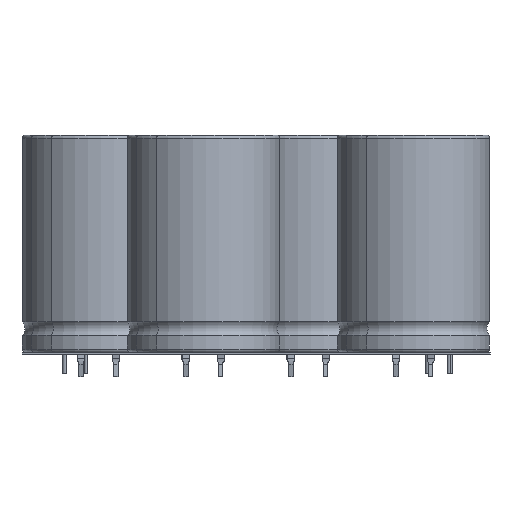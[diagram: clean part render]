
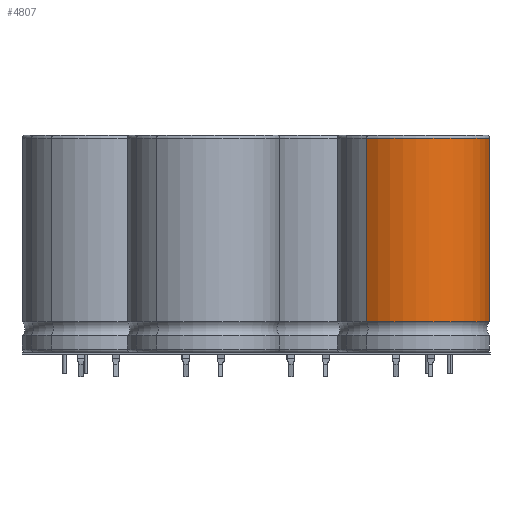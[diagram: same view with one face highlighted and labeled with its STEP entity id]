
A CAD part, left-side view. The second image highlights one B-rep face of the part: STEP entity #4807.
In plain terms, the highlighted cylindrical face has radius 17.78 mm (diameter 35.56 mm), a partial arc.
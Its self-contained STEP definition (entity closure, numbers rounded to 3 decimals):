
#4462 = VERTEX_POINT('',#4463);
#4463 = CARTESIAN_POINT('',(10.946,14.011,50.038));
#4576 = EDGE_CURVE('',#4577,#4462,#4579,.T.);
#4577 = VERTEX_POINT('',#4578);
#4578 = CARTESIAN_POINT('',(17.78,0.,50.038));
#4579 = CIRCLE('',#4580,17.78);
#4580 = AXIS2_PLACEMENT_3D('',#4581,#4582,#4583);
#4581 = CARTESIAN_POINT('',(0.,0.,50.038));
#4582 = DIRECTION('',(0.,0.,-1.));
#4583 = DIRECTION('',(1.,0.,0.));
#4807 = ADVANCED_FACE('',(#4808),#4834,.T.);
#4808 = FACE_BOUND('',#4809,.T.);
#4809 = EDGE_LOOP('',(#4810,#4818,#4819,#4827));
#4810 = ORIENTED_EDGE('',*,*,#4811,.F.);
#4811 = EDGE_CURVE('',#4577,#4812,#4814,.T.);
#4812 = VERTEX_POINT('',#4813);
#4813 = CARTESIAN_POINT('',(17.78,0.,7.168));
#4814 = LINE('',#4815,#4816);
#4815 = CARTESIAN_POINT('',(17.78,0.,50.038));
#4816 = VECTOR('',#4817,1.);
#4817 = DIRECTION('',(0.,0.,-1.));
#4818 = ORIENTED_EDGE('',*,*,#4576,.T.);
#4819 = ORIENTED_EDGE('',*,*,#4820,.T.);
#4820 = EDGE_CURVE('',#4462,#4821,#4823,.T.);
#4821 = VERTEX_POINT('',#4822);
#4822 = CARTESIAN_POINT('',(10.946,14.011,
    7.168));
#4823 = LINE('',#4824,#4825);
#4824 = CARTESIAN_POINT('',(10.946,14.011,50.038));
#4825 = VECTOR('',#4826,1.);
#4826 = DIRECTION('',(0.,0.,-1.));
#4827 = ORIENTED_EDGE('',*,*,#4828,.F.);
#4828 = EDGE_CURVE('',#4812,#4821,#4829,.T.);
#4829 = CIRCLE('',#4830,17.78);
#4830 = AXIS2_PLACEMENT_3D('',#4831,#4832,#4833);
#4831 = CARTESIAN_POINT('',(0.,0.,7.168));
#4832 = DIRECTION('',(0.,0.,-1.));
#4833 = DIRECTION('',(1.,0.,0.));
#4834 = CYLINDRICAL_SURFACE('',#4835,17.78);
#4835 = AXIS2_PLACEMENT_3D('',#4836,#4837,#4838);
#4836 = CARTESIAN_POINT('',(0.,0.,50.038));
#4837 = DIRECTION('',(0.,0.,-1.));
#4838 = DIRECTION('',(1.,0.,0.));
